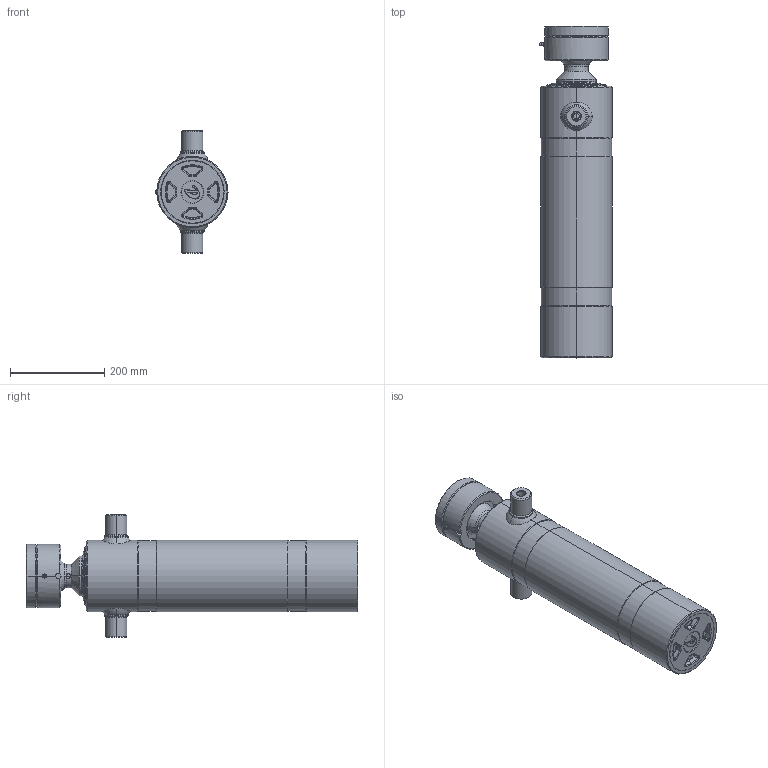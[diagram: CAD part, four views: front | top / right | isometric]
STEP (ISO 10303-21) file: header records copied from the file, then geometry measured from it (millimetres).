
FILE_DESCRIPTION (( 'STEP AP203' ), '1' );
FILE_NAME ('315.HR.STEP', '2023-09-12T12:31:22', ( '' ), ( '' ), 'SwSTEP 2.0', 'SolidWorks 2021', '' );
FILE_SCHEMA (( 'CONFIG_CONTROL_DESIGN' ));
Length unit declared in the file: millimetre
Products named in the file (1): 315.HR
Bounding box: 153.25 x 706 x 260.5 mm (x, y, z)
Surface area: 955201.3 mm2 (no closed solid volume)
Topology: 0 solids, 19 shells, 290 faces, 769 edges, 486 vertices
Faces by surface type: cylinder 85, cone 79, torus 74, plane 43, bspline 7, sphere 2
Entity records: 10651 total; most frequent: CARTESIAN_POINT 3338, DIRECTION 1717, ORIENTED_EDGE 1315, EDGE_CURVE 764, AXIS2_PLACEMENT_3D 729, VERTEX_POINT 483, CIRCLE 445, EDGE_LOOP 308
